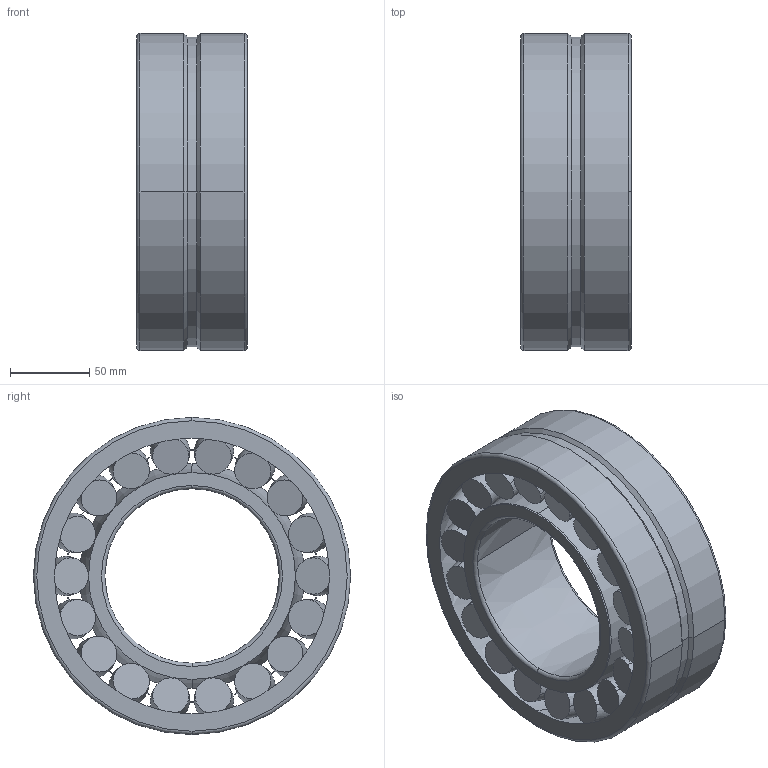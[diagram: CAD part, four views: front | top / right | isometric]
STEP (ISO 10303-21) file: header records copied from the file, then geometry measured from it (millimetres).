
FILE_DESCRIPTION(('STEP AP214'),'1');
FILE_NAME('snr_23222eakw33_2.stp','2025-09-10T13:28:50',('TraceParts'),('TraceParts S.A.'),'Spatial InterOp 3D',' ',' ');
FILE_SCHEMA(('AUTOMOTIVE_DESIGN { 1 0 10303 214 1 1 1 1 }'));
Length unit declared in the file: millimetre
Products named in the file (1): 1
Bounding box: 69.8 x 200 x 200 mm (x, y, z)
Volume: 1085520.2 mm3; surface area: 264319.3 mm2
Topology: 4 solids, 4 shells, 262 faces, 696 edges, 505 vertices
Faces by surface type: torus 168, plane 76, cylinder 10, cone 6, sphere 2
Entity records: 12782 total; most frequent: CARTESIAN_POINT 6074, DIRECTION 1463, ORIENTED_EDGE 1384, AXIS2_PLACEMENT_3D 724, EDGE_CURVE 692, VERTEX_POINT 505, CIRCLE 458, EDGE_LOOP 339
